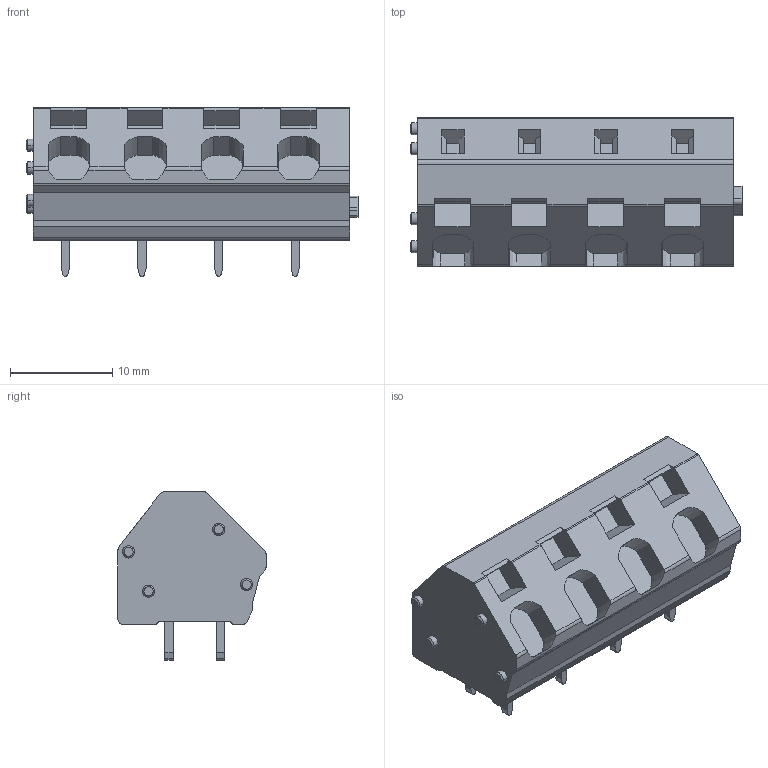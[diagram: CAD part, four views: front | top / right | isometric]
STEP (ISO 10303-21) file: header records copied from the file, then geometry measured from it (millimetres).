
FILE_DESCRIPTION(('CATIA V5 STEP','CAx-IF Rec.Pracs.--- Model Styling and Organization---1.2---2011-12-15'),'2;1');
FILE_NAME ('D1460222_0', '2018-09-08T13:00:15+00:00', ('none'), ('Weidmueller'), 'CATIA Version 5-6 Release 2014', 'CATIA V5 STEP AP214', 'none');
FILE_SCHEMA(('AUTOMOTIVE_DESIGN { 1 0 10303 214 1 1 1 1 }'));
Length unit declared in the file: millimetre
Products named in the file (1): 1952260000
Bounding box: 32.5 x 14.5 x 16.48 mm (x, y, z)
Volume: 4136 mm3; surface area: 2390.3 mm2
Topology: 9 solids, 9 shells, 336 faces, 898 edges, 596 vertices
Faces by surface type: plane 214, cylinder 88, cone 34
Entity records: 9959 total; most frequent: CARTESIAN_POINT 2065, ORIENTED_EDGE 1796, DIRECTION 1303, EDGE_CURVE 898, VERTEX_POINT 596, VECTOR 574, LINE 574, AXIS2_PLACEMENT_3D 475
